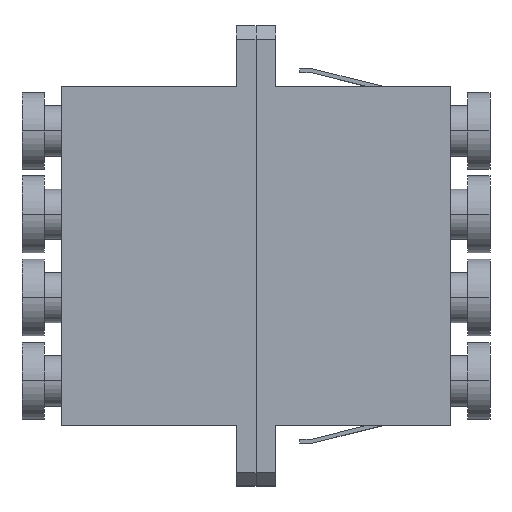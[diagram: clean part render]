
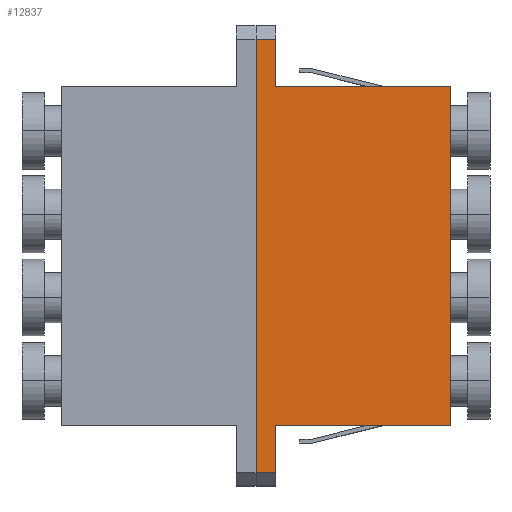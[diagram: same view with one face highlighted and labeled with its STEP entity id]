
A CAD part, top view. The second image highlights one B-rep face of the part: STEP entity #12837.
In plain terms, the highlighted planar face has unit normal (0, 0, 1).
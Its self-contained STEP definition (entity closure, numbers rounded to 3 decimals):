
#50 = CARTESIAN_POINT ( 'NONE',  ( 1.5, -12.8, 4.65 ) ) ;
#359 = VECTOR ( 'NONE', #8146, 1000. ) ;
#366 = CARTESIAN_POINT ( 'NONE',  ( 14.7, -12.8, 4.65 ) ) ;
#403 = DIRECTION ( 'NONE',  ( 0., -1., 0. ) ) ;
#441 = CARTESIAN_POINT ( 'NONE',  ( 1.5, -16.4, 4.65 ) ) ;
#449 = DIRECTION ( 'NONE',  ( 0., -1., 0. ) ) ;
#560 = VERTEX_POINT ( 'NONE', #441 ) ;
#1157 = VECTOR ( 'NONE', #5334, 1000. ) ;
#1184 = ORIENTED_EDGE ( 'NONE', *, *, #2343, .F. ) ;
#1525 = EDGE_CURVE ( 'NONE', #12998, #13711, #10278, .T. ) ;
#2119 = EDGE_CURVE ( 'NONE', #7249, #6559, #9507, .T. ) ;
#2249 = LINE ( 'NONE', #12448, #10956 ) ;
#2343 = EDGE_CURVE ( 'NONE', #13036, #560, #8972, .T. ) ;
#2443 = CARTESIAN_POINT ( 'NONE',  ( 1.5, 16.4, 4.65 ) ) ;
#3169 = DIRECTION ( 'NONE',  ( 0., 0., 1. ) ) ;
#3181 = LINE ( 'NONE', #11751, #8835 ) ;
#3203 = LINE ( 'NONE', #4934, #5953 ) ;
#3435 = FACE_OUTER_BOUND ( 'NONE', #5339, .T. ) ;
#3860 = ORIENTED_EDGE ( 'NONE', *, *, #11433, .F. ) ;
#4081 = ORIENTED_EDGE ( 'NONE', *, *, #2119, .T. ) ;
#4098 = CARTESIAN_POINT ( 'NONE',  ( 1.5, -17.4, 4.65 ) ) ;
#4223 = ORIENTED_EDGE ( 'NONE', *, *, #7859, .F. ) ;
#4573 = LINE ( 'NONE', #14031, #10181 ) ;
#4603 = ORIENTED_EDGE ( 'NONE', *, *, #13878, .F. ) ;
#4847 = EDGE_CURVE ( 'NONE', #6262, #13036, #12561, .T. ) ;
#4934 = CARTESIAN_POINT ( 'NONE',  ( 14.7, 16.4, 4.65 ) ) ;
#4947 = ORIENTED_EDGE ( 'NONE', *, *, #1525, .T. ) ;
#5316 = ORIENTED_EDGE ( 'NONE', *, *, #6904, .F. ) ;
#5334 = DIRECTION ( 'NONE',  ( 0., -1., 0. ) ) ;
#5339 = EDGE_LOOP ( 'NONE', ( #1184, #12842, #3860, #4081, #4223, #4603, #4947, #5316 ) ) ;
#5377 = CARTESIAN_POINT ( 'NONE',  ( 0., -12.8, 4.65 ) ) ;
#5725 = VERTEX_POINT ( 'NONE', #2443 ) ;
#5953 = VECTOR ( 'NONE', #12724, 1000. ) ;
#6262 = VERTEX_POINT ( 'NONE', #12621 ) ;
#6559 = VERTEX_POINT ( 'NONE', #14207 ) ;
#6904 = EDGE_CURVE ( 'NONE', #560, #13711, #2249, .T. ) ;
#6939 = CARTESIAN_POINT ( 'NONE',  ( 0., 16.4, 4.65 ) ) ;
#7037 = CARTESIAN_POINT ( 'NONE',  ( 14.7, 12.8, 4.65 ) ) ;
#7249 = VERTEX_POINT ( 'NONE', #14039 ) ;
#7859 = EDGE_CURVE ( 'NONE', #5725, #6559, #3181, .T. ) ;
#8037 = DIRECTION ( 'NONE',  ( -1., 0., 0. ) ) ;
#8146 = DIRECTION ( 'NONE',  ( -1., 0., 0. ) ) ;
#8416 = DIRECTION ( 'NONE',  ( -1., 0., 0. ) ) ;
#8747 = PLANE ( 'NONE',  #11895 ) ;
#8835 = VECTOR ( 'NONE', #403, 1000. ) ;
#8972 = LINE ( 'NONE', #4098, #14524 ) ;
#9507 = LINE ( 'NONE', #7037, #359 ) ;
#9927 = CARTESIAN_POINT ( 'NONE',  ( 14.7, -12.8, 4.65 ) ) ;
#9953 = VECTOR ( 'NONE', #8416, 1000. ) ;
#10181 = VECTOR ( 'NONE', #449, 1000. ) ;
#10278 = LINE ( 'NONE', #5377, #1157 ) ;
#10803 = DIRECTION ( 'NONE',  ( 0., -1., 0. ) ) ;
#10956 = VECTOR ( 'NONE', #8037, 1000. ) ;
#11052 = DIRECTION ( 'NONE',  ( -1., 0., 0. ) ) ;
#11433 = EDGE_CURVE ( 'NONE', #7249, #6262, #4573, .T. ) ;
#11751 = CARTESIAN_POINT ( 'NONE',  ( 1.5, -17.4, 4.65 ) ) ;
#11895 = AXIS2_PLACEMENT_3D ( 'NONE', #9927, #3169, #11052 ) ;
#12448 = CARTESIAN_POINT ( 'NONE',  ( 14.7, -16.4, 4.65 ) ) ;
#12561 = LINE ( 'NONE', #366, #9953 ) ;
#12621 = CARTESIAN_POINT ( 'NONE',  ( 14.7, -12.8, 4.65 ) ) ;
#12724 = DIRECTION ( 'NONE',  ( 1., 0., 0. ) ) ;
#12837 = ADVANCED_FACE ( 'NONE', ( #3435 ), #8747, .T. ) ;
#12842 = ORIENTED_EDGE ( 'NONE', *, *, #4847, .F. ) ;
#12998 = VERTEX_POINT ( 'NONE', #6939 ) ;
#13036 = VERTEX_POINT ( 'NONE', #50 ) ;
#13711 = VERTEX_POINT ( 'NONE', #14614 ) ;
#13878 = EDGE_CURVE ( 'NONE', #12998, #5725, #3203, .T. ) ;
#14031 = CARTESIAN_POINT ( 'NONE',  ( 14.7, -12.8, 4.65 ) ) ;
#14039 = CARTESIAN_POINT ( 'NONE',  ( 14.7, 12.8, 4.65 ) ) ;
#14207 = CARTESIAN_POINT ( 'NONE',  ( 1.5, 12.8, 4.65 ) ) ;
#14524 = VECTOR ( 'NONE', #10803, 1000. ) ;
#14614 = CARTESIAN_POINT ( 'NONE',  ( 0., -16.4, 4.65 ) ) ;
